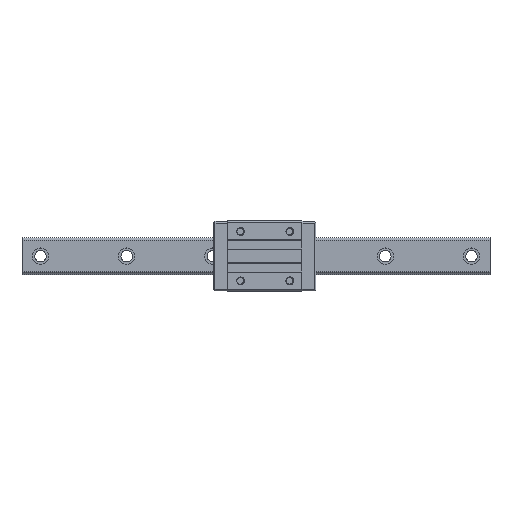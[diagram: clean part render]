
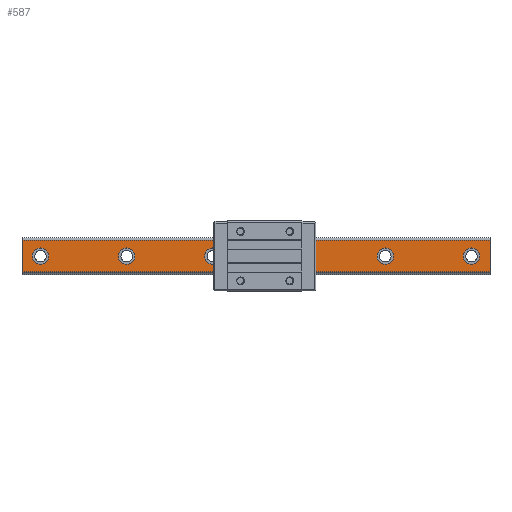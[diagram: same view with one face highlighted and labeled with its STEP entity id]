
A CAD part, top view. The second image highlights one B-rep face of the part: STEP entity #587.
In plain terms, the highlighted planar face has unit normal (0, 0, 1).
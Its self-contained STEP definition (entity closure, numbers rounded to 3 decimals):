
#223=FACE_BOUND('',#1056,.T.);
#224=FACE_BOUND('',#1057,.T.);
#225=FACE_BOUND('',#1058,.T.);
#226=FACE_BOUND('',#1059,.T.);
#227=FACE_BOUND('',#1060,.T.);
#228=FACE_BOUND('',#1061,.T.);
#229=FACE_BOUND('',#1062,.T.);
#587=ADVANCED_FACE('',(#223,#224,#225,#226,#227,#228,#229),#716,.F.);
#716=PLANE('',#3719);
#1056=EDGE_LOOP('',(#2062));
#1057=EDGE_LOOP('',(#2063));
#1058=EDGE_LOOP('',(#2064));
#1059=EDGE_LOOP('',(#2065));
#1060=EDGE_LOOP('',(#2066));
#1061=EDGE_LOOP('',(#2067));
#1062=EDGE_LOOP('',(#2068,#2069,#2070,#2071));
#1212=CIRCLE('',#3713,10.);
#1213=CIRCLE('',#3714,10.);
#1214=CIRCLE('',#3715,10.);
#1215=CIRCLE('',#3716,10.);
#1216=CIRCLE('',#3717,10.);
#1217=CIRCLE('',#3718,10.);
#2062=ORIENTED_EDGE('',*,*,#3025,.T.);
#2063=ORIENTED_EDGE('',*,*,#3026,.T.);
#2064=ORIENTED_EDGE('',*,*,#3027,.T.);
#2065=ORIENTED_EDGE('',*,*,#3028,.T.);
#2066=ORIENTED_EDGE('',*,*,#3029,.T.);
#2067=ORIENTED_EDGE('',*,*,#3030,.T.);
#2068=ORIENTED_EDGE('',*,*,#3031,.T.);
#2069=ORIENTED_EDGE('',*,*,#3032,.F.);
#2070=ORIENTED_EDGE('',*,*,#3033,.F.);
#2071=ORIENTED_EDGE('',*,*,#3023,.T.);
#2541=VERTEX_POINT('',#13579);
#2542=VERTEX_POINT('',#13581);
#2543=VERTEX_POINT('',#13585);
#2544=VERTEX_POINT('',#13587);
#2545=VERTEX_POINT('',#13589);
#2546=VERTEX_POINT('',#13591);
#2547=VERTEX_POINT('',#13593);
#2548=VERTEX_POINT('',#13595);
#2549=VERTEX_POINT('',#13597);
#2550=VERTEX_POINT('',#13599);
#3023=EDGE_CURVE('',#2542,#2541,#3260,.T.);
#3025=EDGE_CURVE('',#2543,#2543,#1212,.T.);
#3026=EDGE_CURVE('',#2544,#2544,#1213,.T.);
#3027=EDGE_CURVE('',#2545,#2545,#1214,.T.);
#3028=EDGE_CURVE('',#2546,#2546,#1215,.T.);
#3029=EDGE_CURVE('',#2547,#2547,#1216,.T.);
#3030=EDGE_CURVE('',#2548,#2548,#1217,.T.);
#3031=EDGE_CURVE('',#2541,#2549,#3261,.T.);
#3032=EDGE_CURVE('',#2550,#2549,#3262,.T.);
#3033=EDGE_CURVE('',#2542,#2550,#3263,.T.);
#3260=LINE('',#13580,#3456);
#3261=LINE('',#13596,#3457);
#3262=LINE('',#13598,#3458);
#3263=LINE('',#13600,#3459);
#3456=VECTOR('',#4457,1.);
#3457=VECTOR('',#4474,1.);
#3458=VECTOR('',#4475,1.);
#3459=VECTOR('',#4476,1.);
#3713=AXIS2_PLACEMENT_3D('',#13584,#4462,#4463);
#3714=AXIS2_PLACEMENT_3D('',#13586,#4464,#4465);
#3715=AXIS2_PLACEMENT_3D('',#13588,#4466,#4467);
#3716=AXIS2_PLACEMENT_3D('',#13590,#4468,#4469);
#3717=AXIS2_PLACEMENT_3D('',#13592,#4470,#4471);
#3718=AXIS2_PLACEMENT_3D('',#13594,#4472,#4473);
#3719=AXIS2_PLACEMENT_3D('',#13601,#4477,#4478);
#4457=DIRECTION('',(1.,0.,0.));
#4462=DIRECTION('',(0.,0.,-1.));
#4463=DIRECTION('',(-1.,0.,0.));
#4464=DIRECTION('',(0.,0.,-1.));
#4465=DIRECTION('',(-1.,0.,0.));
#4466=DIRECTION('',(0.,0.,-1.));
#4467=DIRECTION('',(-1.,0.,0.));
#4468=DIRECTION('',(0.,0.,-1.));
#4469=DIRECTION('',(-1.,0.,0.));
#4470=DIRECTION('',(0.,0.,-1.));
#4471=DIRECTION('',(-1.,0.,0.));
#4472=DIRECTION('',(0.,0.,-1.));
#4473=DIRECTION('',(-1.,0.,0.));
#4474=DIRECTION('',(0.,1.,0.));
#4475=DIRECTION('',(1.,0.,0.));
#4476=DIRECTION('',(0.,1.,0.));
#4477=DIRECTION('',(0.,0.,-1.));
#4478=DIRECTION('',(-1.,0.,0.));
#13579=CARTESIAN_POINT('',(212.,-19.19,-17.5));
#13580=CARTESIAN_POINT('',(-173.,-19.19,-17.5));
#13581=CARTESIAN_POINT('',(-358.,-19.19,-17.5));
#13584=CARTESIAN_POINT('',(189.5,0.,-17.5));
#13585=CARTESIAN_POINT('',(179.5,0.,-17.5));
#13586=CARTESIAN_POINT('',(84.5,0.,-17.5));
#13587=CARTESIAN_POINT('',(74.5,0.,-17.5));
#13588=CARTESIAN_POINT('',(-20.5,0.,-17.5));
#13589=CARTESIAN_POINT('',(-30.5,0.,-17.5));
#13590=CARTESIAN_POINT('',(-125.5,0.,-17.5));
#13591=CARTESIAN_POINT('',(-135.5,0.,-17.5));
#13592=CARTESIAN_POINT('',(-230.5,0.,-17.5));
#13593=CARTESIAN_POINT('',(-240.5,0.,-17.5));
#13594=CARTESIAN_POINT('',(-335.5,0.,-17.5));
#13595=CARTESIAN_POINT('',(-345.5,0.,-17.5));
#13596=CARTESIAN_POINT('',(212.,-19.19,-17.5));
#13597=CARTESIAN_POINT('',(212.,19.19,-17.5));
#13598=CARTESIAN_POINT('',(-173.,19.19,-17.5));
#13599=CARTESIAN_POINT('',(-358.,19.19,-17.5));
#13600=CARTESIAN_POINT('',(-358.,-19.19,-17.5));
#13601=CARTESIAN_POINT('',(-173.,-19.19,-17.5));
